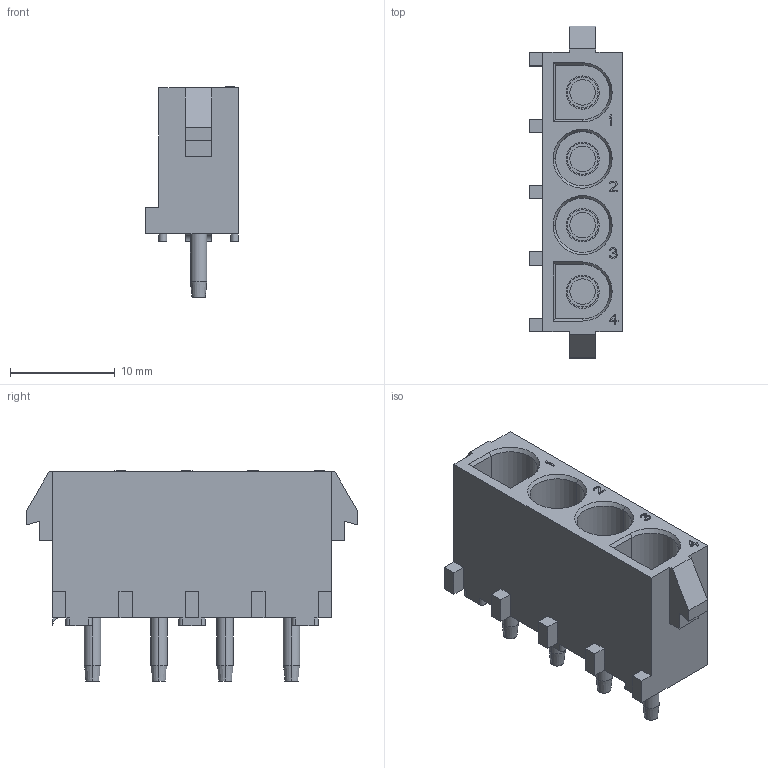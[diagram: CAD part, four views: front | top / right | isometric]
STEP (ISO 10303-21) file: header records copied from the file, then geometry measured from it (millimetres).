
FILE_DESCRIPTION((''),'2;1');
FILE_NAME('C-350833-1','2008-07-17T',('workeradm'),('Tyco Electronics Corporation'),'PRO/ENGINEER BY PARAMETRIC TECHNOLOGY CORPORATION, 2005450','PRO/ENGINEER BY PARAMETRIC TECHNOLOGY CORPORATION, 2005450','');
FILE_SCHEMA(('CONFIG_CONTROL_DESIGN', 'GEOMETRIC_VALIDATION_PROPERTIES_MIM'));
Length unit declared in the file: millimetre
Products named in the file (1): C-350833-1
Bounding box: 8.89 x 31.75 x 20.11 mm (x, y, z)
Volume: 2003.2 mm3; surface area: 2893.3 mm2
Topology: 1 solids, 1 shells, 269 faces, 695 edges, 454 vertices
Faces by surface type: plane 196, cylinder 51, cone 22
Entity records: 8238 total; most frequent: CARTESIAN_POINT 1419, ORIENTED_EDGE 1390, DIRECTION 1357, EDGE_CURVE 695, VECTOR 571, LINE 571, VERTEX_POINT 454, AXIS2_PLACEMENT_3D 393
